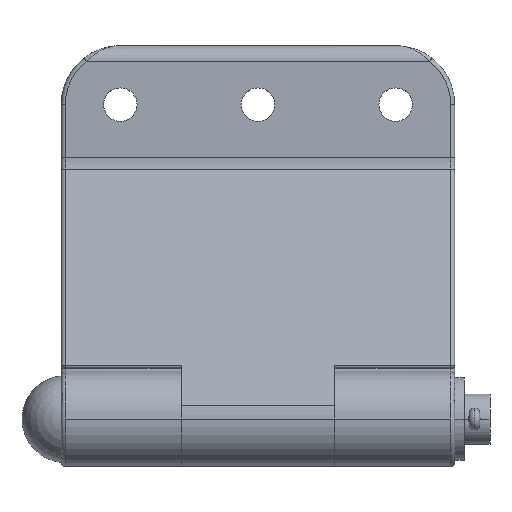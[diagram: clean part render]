
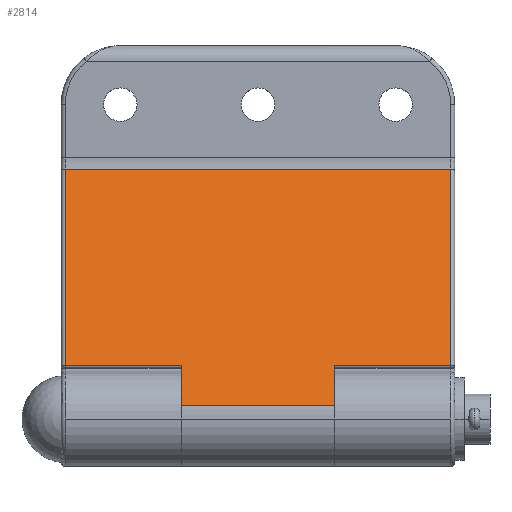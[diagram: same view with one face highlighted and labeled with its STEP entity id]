
A CAD part, top view. The second image highlights one B-rep face of the part: STEP entity #2814.
In plain terms, the highlighted planar face has unit normal (0, 0.288, 0.958).
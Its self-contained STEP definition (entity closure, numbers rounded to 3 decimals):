
#10 = EDGE_CURVE ( 'NONE', #3972, #2104, #2237, .T. ) ;
#31 = EDGE_CURVE ( 'NONE', #2504, #3733, #1104, .T. ) ;
#85 = ORIENTED_EDGE ( 'NONE', *, *, #552, .T. ) ;
#106 = CARTESIAN_POINT ( 'NONE',  ( -49., 63.592, -6.577 ) ) ;
#126 = CARTESIAN_POINT ( 'NONE',  ( 50., 63.592, -6.577 ) ) ;
#142 = DIRECTION ( 'NONE',  ( 0., -0.288, -0.958 ) ) ;
#318 = ORIENTED_EDGE ( 'NONE', *, *, #3196, .T. ) ;
#470 = CARTESIAN_POINT ( 'NONE',  ( -19.5, 63.592, -6.577 ) ) ;
#552 = EDGE_CURVE ( 'NONE', #4298, #3972, #684, .T. ) ;
#590 = VECTOR ( 'NONE', #3292, 1000. ) ;
#608 = VECTOR ( 'NONE', #2708, 1000. ) ;
#684 = LINE ( 'NONE', #126, #3779 ) ;
#691 = ORIENTED_EDGE ( 'NONE', *, *, #885, .T. ) ;
#697 = CARTESIAN_POINT ( 'NONE',  ( 50., 63.592, -6.577 ) ) ;
#885 = EDGE_CURVE ( 'NONE', #2786, #2504, #2782, .T. ) ;
#1013 = LINE ( 'NONE', #470, #3555 ) ;
#1079 = DIRECTION ( 'NONE',  ( 1., 0., 0. ) ) ;
#1083 = CARTESIAN_POINT ( 'NONE',  ( 49., 13.644, 8.43 ) ) ;
#1095 = CARTESIAN_POINT ( 'NONE',  ( -19.5, 13.644, 8.43 ) ) ;
#1104 = LINE ( 'NONE', #1083, #3863 ) ;
#1201 = PLANE ( 'NONE',  #2172 ) ;
#1545 = CARTESIAN_POINT ( 'NONE',  ( 49., 63.592, -6.577 ) ) ;
#1667 = EDGE_CURVE ( 'NONE', #3733, #4298, #4982, .T. ) ;
#1719 = DIRECTION ( 'NONE',  ( 0., 0.958, -0.288 ) ) ;
#1869 = VECTOR ( 'NONE', #1719, 1000. ) ;
#2104 = VERTEX_POINT ( 'NONE', #3334 ) ;
#2166 = DIRECTION ( 'NONE',  ( 0., -0.958, 0.288 ) ) ;
#2172 = AXIS2_PLACEMENT_3D ( 'NONE', #697, #142, #4875 ) ;
#2198 = CARTESIAN_POINT ( 'NONE',  ( -49., 63.592, -6.577 ) ) ;
#2237 = LINE ( 'NONE', #2198, #3015 ) ;
#2257 = CARTESIAN_POINT ( 'NONE',  ( 19.5, 63.592, -6.577 ) ) ;
#2504 = VERTEX_POINT ( 'NONE', #3432 ) ;
#2708 = DIRECTION ( 'NONE',  ( -1., 0., 0. ) ) ;
#2758 = EDGE_LOOP ( 'NONE', ( #3754, #2888, #318, #4092, #691, #4321, #3930, #85 ) ) ;
#2782 = LINE ( 'NONE', #2257, #1869 ) ;
#2786 = VERTEX_POINT ( 'NONE', #3192 ) ;
#2814 = ADVANCED_FACE ( 'NONE', ( #3120 ), #1201, .F. ) ;
#2888 = ORIENTED_EDGE ( 'NONE', *, *, #3002, .T. ) ;
#2904 = EDGE_CURVE ( 'NONE', #2786, #4886, #3820, .T. ) ;
#3002 = EDGE_CURVE ( 'NONE', #2104, #3660, #4396, .T. ) ;
#3015 = VECTOR ( 'NONE', #2166, 1000. ) ;
#3120 = FACE_OUTER_BOUND ( 'NONE', #2758, .T. ) ;
#3192 = CARTESIAN_POINT ( 'NONE',  ( 19.5, 3.428, 11.5 ) ) ;
#3196 = EDGE_CURVE ( 'NONE', #3660, #4886, #1013, .T. ) ;
#3256 = CARTESIAN_POINT ( 'NONE',  ( 50., 3.428, 11.5 ) ) ;
#3292 = DIRECTION ( 'NONE',  ( 1., 0., 0. ) ) ;
#3334 = CARTESIAN_POINT ( 'NONE',  ( -49., 13.644, 8.43 ) ) ;
#3432 = CARTESIAN_POINT ( 'NONE',  ( 19.5, 13.644, 8.43 ) ) ;
#3555 = VECTOR ( 'NONE', #5205, 1000. ) ;
#3660 = VERTEX_POINT ( 'NONE', #1095 ) ;
#3733 = VERTEX_POINT ( 'NONE', #5198 ) ;
#3754 = ORIENTED_EDGE ( 'NONE', *, *, #10, .T. ) ;
#3779 = VECTOR ( 'NONE', #4856, 1000. ) ;
#3820 = LINE ( 'NONE', #3256, #608 ) ;
#3853 = CARTESIAN_POINT ( 'NONE',  ( 50., 13.644, 8.43 ) ) ;
#3863 = VECTOR ( 'NONE', #1079, 1000. ) ;
#3899 = DIRECTION ( 'NONE',  ( 0., 0.958, -0.288 ) ) ;
#3930 = ORIENTED_EDGE ( 'NONE', *, *, #1667, .T. ) ;
#3972 = VERTEX_POINT ( 'NONE', #106 ) ;
#4092 = ORIENTED_EDGE ( 'NONE', *, *, #2904, .F. ) ;
#4164 = CARTESIAN_POINT ( 'NONE',  ( -19.5, 3.428, 11.5 ) ) ;
#4298 = VERTEX_POINT ( 'NONE', #1545 ) ;
#4321 = ORIENTED_EDGE ( 'NONE', *, *, #31, .T. ) ;
#4396 = LINE ( 'NONE', #3853, #590 ) ;
#4435 = CARTESIAN_POINT ( 'NONE',  ( 49., 63.592, -6.577 ) ) ;
#4856 = DIRECTION ( 'NONE',  ( -1., 0., 0. ) ) ;
#4875 = DIRECTION ( 'NONE',  ( 0., 0.958, -0.288 ) ) ;
#4886 = VERTEX_POINT ( 'NONE', #4164 ) ;
#4890 = VECTOR ( 'NONE', #3899, 1000. ) ;
#4982 = LINE ( 'NONE', #4435, #4890 ) ;
#5198 = CARTESIAN_POINT ( 'NONE',  ( 49., 13.644, 8.43 ) ) ;
#5205 = DIRECTION ( 'NONE',  ( 0., -0.958, 0.288 ) ) ;
